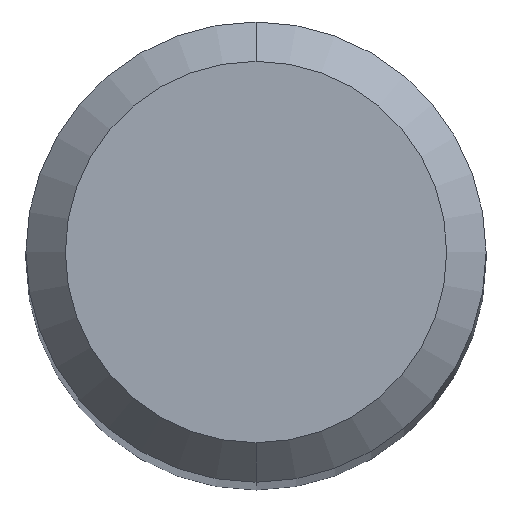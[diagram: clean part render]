
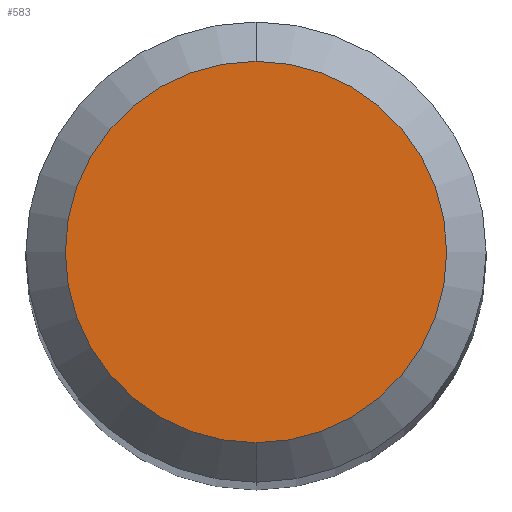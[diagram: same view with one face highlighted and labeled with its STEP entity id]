
A CAD part, top view. The second image highlights one B-rep face of the part: STEP entity #583.
In plain terms, the highlighted planar face has unit normal (0, 0, 1).
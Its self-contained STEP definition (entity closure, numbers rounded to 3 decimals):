
#311=VERTEX_POINT('',#707);
#423=EDGE_CURVE('',#311,#541,#832,.T.);
#471=EDGE_CURVE('',#541,#311,#882,.T.);
#541=VERTEX_POINT('',#962);
#583=ADVANCED_FACE('',(#1010),#1011,.T.);
#707=CARTESIAN_POINT('',(0.,-1.45,0.0));
#832=CIRCLE('',#1409,1.45);
#882=CIRCLE('',#1491,1.45);
#962=CARTESIAN_POINT('',(0.0,1.45,0.0));
#1010=FACE_OUTER_BOUND('',#1772,.T.);
#1011=PLANE('',#1773);
#1409=AXIS2_PLACEMENT_3D('',#2034,#2035,#2036);
#1491=AXIS2_PLACEMENT_3D('',#2074,#2075,#2076);
#1772=EDGE_LOOP('',(#2250,#2251));
#1773=AXIS2_PLACEMENT_3D('',#2252,#2253,#2254);
#2034=CARTESIAN_POINT('',(0.0,0.0,0.0));
#2035=DIRECTION('',(0.0,0.0,-1.0));
#2036=DIRECTION('',(0.0,1.0,0.0));
#2074=CARTESIAN_POINT('',(0.0,0.0,0.0));
#2075=DIRECTION('',(0.0,0.0,-1.0));
#2076=DIRECTION('',(0.0,1.0,0.0));
#2250=ORIENTED_EDGE('',*,*,#471,.F.);
#2251=ORIENTED_EDGE('',*,*,#423,.F.);
#2252=CARTESIAN_POINT('',(0.0,0.725,0.0));
#2253=DIRECTION('',(-0.0,0.0,1.0));
#2254=DIRECTION('',(0.0,-1.0,0.0));
